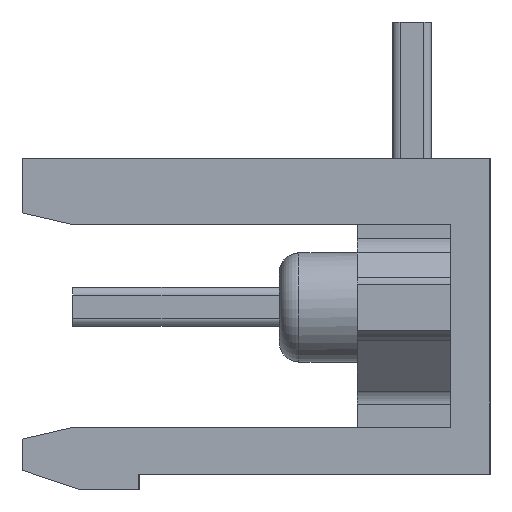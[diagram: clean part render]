
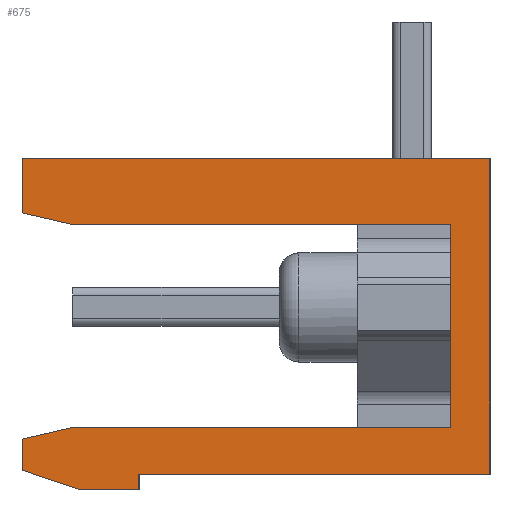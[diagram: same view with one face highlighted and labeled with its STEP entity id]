
A CAD part, left-side view. The second image highlights one B-rep face of the part: STEP entity #675.
In plain terms, the highlighted planar face has unit normal (-1, 0, 0).
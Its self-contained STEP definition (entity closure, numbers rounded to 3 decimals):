
#675=ADVANCED_FACE('',(#1960),#1961,.F.);
#1960=FACE_OUTER_BOUND('',#3292,.T.);
#1961=PLANE('',#3293);
#3292=EDGE_LOOP('',(#8470,#8471,#8472,#8473,#8474,#8475,#8476,#8477,#8478,#8479,#8480,#8481,#8482));
#3293=AXIS2_PLACEMENT_3D('',#8483,#8484,#8485);
#8470=ORIENTED_EDGE('',*,*,#9037,.F.);
#8471=ORIENTED_EDGE('',*,*,#10512,.F.);
#8472=ORIENTED_EDGE('',*,*,#10513,.T.);
#8473=ORIENTED_EDGE('',*,*,#10514,.F.);
#8474=ORIENTED_EDGE('',*,*,#9128,.T.);
#8475=ORIENTED_EDGE('',*,*,#9150,.T.);
#8476=ORIENTED_EDGE('',*,*,#9153,.T.);
#8477=ORIENTED_EDGE('',*,*,#9157,.T.);
#8478=ORIENTED_EDGE('',*,*,#8932,.T.);
#8479=ORIENTED_EDGE('',*,*,#8979,.T.);
#8480=ORIENTED_EDGE('',*,*,#10515,.F.);
#8481=ORIENTED_EDGE('',*,*,#10516,.T.);
#8482=ORIENTED_EDGE('',*,*,#10517,.F.);
#8483=CARTESIAN_POINT('',(1.0,12.0,18.726));
#8484=DIRECTION('',(1.0,0.0,0.0));
#8485=DIRECTION('',(0.0,1.0,-0.0));
#8932=EDGE_CURVE('',#10778,#10779,#10780,.T.);
#8979=EDGE_CURVE('',#10779,#10870,#10872,.T.);
#9037=EDGE_CURVE('',#10980,#10982,#10983,.T.);
#9128=EDGE_CURVE('',#11156,#11157,#11158,.T.);
#9150=EDGE_CURVE('',#11157,#11199,#11200,.T.);
#9153=EDGE_CURVE('',#11199,#11204,#11205,.T.);
#9157=EDGE_CURVE('',#11204,#10778,#11211,.T.);
#10512=EDGE_CURVE('',#13379,#10980,#13380,.T.);
#10513=EDGE_CURVE('',#13379,#13381,#13382,.T.);
#10514=EDGE_CURVE('',#11156,#13381,#13383,.T.);
#10515=EDGE_CURVE('',#13384,#10870,#13385,.T.);
#10516=EDGE_CURVE('',#13384,#13386,#13387,.T.);
#10517=EDGE_CURVE('',#10982,#13386,#13388,.T.);
#10778=VERTEX_POINT('',#13702);
#10779=VERTEX_POINT('',#13703);
#10780=LINE('',#13704,#13705);
#10870=VERTEX_POINT('',#13838);
#10872=LINE('',#13841,#13842);
#10980=VERTEX_POINT('',#14007);
#10982=VERTEX_POINT('',#14010);
#10983=LINE('',#14011,#14012);
#11156=VERTEX_POINT('',#14275);
#11157=VERTEX_POINT('',#14276);
#11158=LINE('',#14277,#14278);
#11199=VERTEX_POINT('',#14340);
#11200=LINE('',#14341,#14342);
#11204=VERTEX_POINT('',#14348);
#11205=LINE('',#14349,#14350);
#11211=LINE('',#14359,#14360);
#13379=VERTEX_POINT('',#17526);
#13380=LINE('',#17527,#17528);
#13381=VERTEX_POINT('',#17529);
#13382=LINE('',#17530,#17531);
#13383=LINE('',#17532,#17533);
#13384=VERTEX_POINT('',#17534);
#13385=LINE('',#17535,#17536);
#13386=VERTEX_POINT('',#17537);
#13387=LINE('',#17538,#17539);
#13388=LINE('',#17540,#17541);
#13702=CARTESIAN_POINT('',(1.0,0.0,0.0));
#13703=CARTESIAN_POINT('',(1.0,12.0,0.0));
#13704=CARTESIAN_POINT('',(1.0,0.0,0.0));
#13705=VECTOR('',#17994,12.0);
#13838=CARTESIAN_POINT('',(1.0,12.0,-1.4));
#13841=CARTESIAN_POINT('',(1.0,12.0,0.0));
#13842=VECTOR('',#18045,1.4);
#14007=CARTESIAN_POINT('',(1.0,10.7,-6.9));
#14010=CARTESIAN_POINT('',(1.0,1.0,-6.9));
#14011=CARTESIAN_POINT('',(1.0,10.7,-6.9));
#14012=VECTOR('',#18136,9.7);
#14275=CARTESIAN_POINT('',(1.0,10.5,-8.5));
#14276=CARTESIAN_POINT('',(1.0,9.0,-8.5));
#14277=CARTESIAN_POINT('',(1.0,10.5,-8.5));
#14278=VECTOR('',#18227,1.5);
#14340=CARTESIAN_POINT('',(1.0,9.0,-8.1));
#14341=CARTESIAN_POINT('',(1.0,9.0,-8.5));
#14342=VECTOR('',#18249,0.4);
#14348=CARTESIAN_POINT('',(1.0,0.0,-8.1));
#14349=CARTESIAN_POINT('',(1.0,9.0,-8.1));
#14350=VECTOR('',#18252,9.0);
#14359=CARTESIAN_POINT('',(1.0,0.0,-8.1));
#14360=VECTOR('',#18256,8.1);
#17526=CARTESIAN_POINT('',(1.0,12.0,-7.2));
#17527=CARTESIAN_POINT('',(1.0,12.0,-7.2));
#17528=VECTOR('',#20435,1.334);
#17529=CARTESIAN_POINT('',(1.0,12.0,-8.0));
#17530=CARTESIAN_POINT('',(1.0,12.0,-7.2));
#17531=VECTOR('',#20436,0.8);
#17532=CARTESIAN_POINT('',(1.0,10.5,-8.5));
#17533=VECTOR('',#20437,1.581);
#17534=CARTESIAN_POINT('',(1.0,10.7,-1.7));
#17535=CARTESIAN_POINT('',(1.0,10.7,-1.7));
#17536=VECTOR('',#20438,1.334);
#17537=CARTESIAN_POINT('',(1.0,1.0,-1.7));
#17538=CARTESIAN_POINT('',(1.0,10.7,-1.7));
#17539=VECTOR('',#20439,9.7);
#17540=CARTESIAN_POINT('',(1.0,1.0,-6.9));
#17541=VECTOR('',#20440,5.2);
#17994=DIRECTION('',(0.0,1.0,0.0));
#18045=DIRECTION('',(0.0,0.0,-1.0));
#18136=DIRECTION('',(0.0,-1.0,0.0));
#18227=DIRECTION('',(0.0,-1.0,0.0));
#18249=DIRECTION('',(0.0,0.0,1.0));
#18252=DIRECTION('',(0.0,-1.0,0.0));
#18256=DIRECTION('',(0.0,0.0,1.0));
#20435=DIRECTION('',(0.0,-0.974,0.225));
#20436=DIRECTION('',(0.0,0.0,-1.0));
#20437=DIRECTION('',(0.0,0.949,0.316));
#20438=DIRECTION('',(0.0,0.974,0.225));
#20439=DIRECTION('',(0.0,-1.0,0.0));
#20440=DIRECTION('',(0.0,0.0,1.0));
